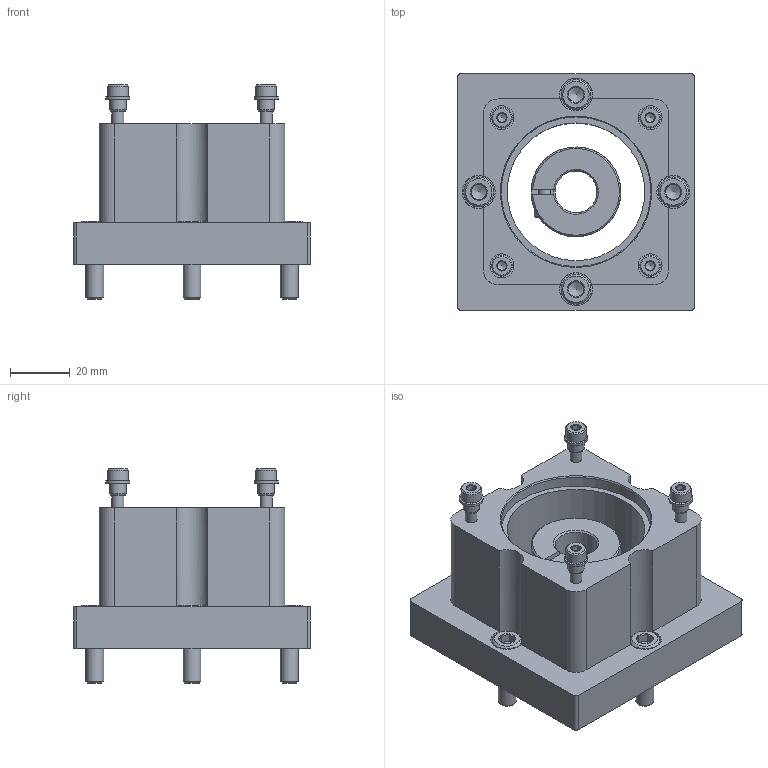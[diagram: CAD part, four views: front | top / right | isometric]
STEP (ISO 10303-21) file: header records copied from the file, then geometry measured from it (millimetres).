
FILE_DESCRIPTION(/* description */ ('STEP AP214'),/* implementation_level */ '2;1');
FILE_NAME(/* name */ '4824833_EAMM-A-T46-60P',/* time_stamp */ '2024-08-23T08:02:18+02:00',/* author */ ('License CC BY-ND 4.0'),/* organization */ ('CADENAS'),/* preprocessor_version */ 'ST-DEVELOPER v19.3',/* originating_system */ 'PARTsolutions',/* authorisation */ ' ');
FILE_SCHEMA (('AUTOMOTIVE_DESIGN {1 0 10303 214 3 1 1}'));
Length unit declared in the file: millimetre
Products named in the file (8): 4824833 EAMM-A-T46-60P; 4824833 EAMM-A-T46-60P---(P); ISO-4762 M4x16; 8098119 M4; ISO-4762 M6x20; 8160592 EAMC-30-GB16-D14x10; 4953967 EAMC-30-GS16; ISO-4762 M4x12
Assembly tree (16 placements, depth 2):
  4824833 EAMM-A-T46-60P
    4824833 EAMM-A-T46-60P---(P)
    ISO-4762 M4x16  x4
    8098119 M4  x4
    ISO-4762 M6x20  x4
    8160592 EAMC-30-GB16-D14x10
    4953967 EAMC-30-GS16
    ISO-4762 M4x12
Bounding box: 79 x 79 x 71.5 mm (x, y, z)
Volume: 141341.3 mm3; surface area: 42050.1 mm2
Topology: 16 solids, 16 shells, 406 faces, 974 edges, 614 vertices
Faces by surface type: plane 182, cone 127, cylinder 94, torus 3
Full cylindrical faces by diameter (mm): 3.242 x6, 4 x5, 4.5 x4, 5.5 x4, 6 x4, 6.6 x4, 7 x5, 8 x4, 10 x4, 11 x4, 14 x1, 46 x1, 50 x1
Entity records: 6484 total; most frequent: CARTESIAN_POINT 1224, DIRECTION 1114, ORIENTED_EDGE 942, EDGE_CURVE 471, AXIS2_PLACEMENT_3D 458, VERTEX_POINT 338, FACE_BOUND 299, EDGE_LOOP 292
